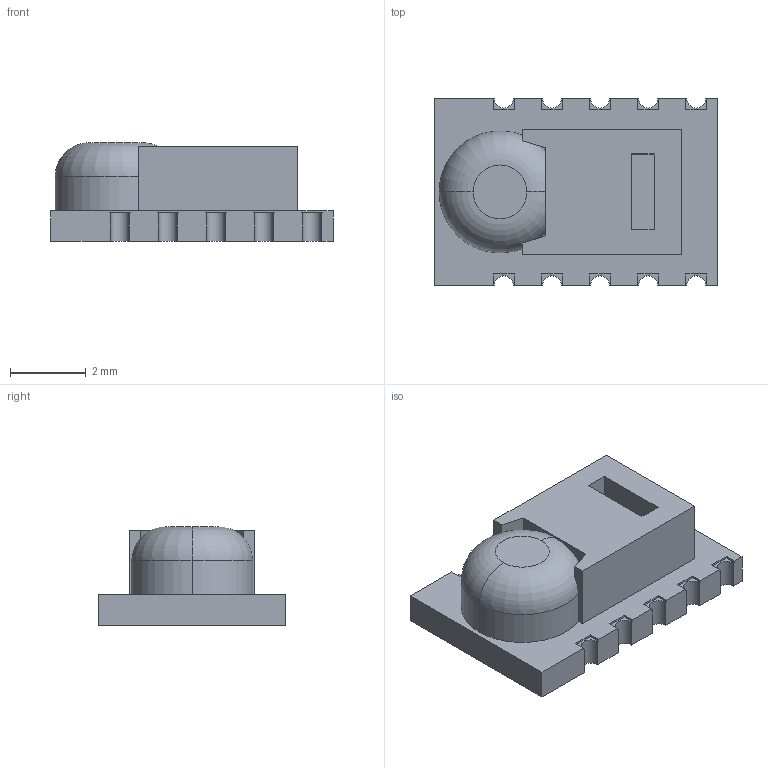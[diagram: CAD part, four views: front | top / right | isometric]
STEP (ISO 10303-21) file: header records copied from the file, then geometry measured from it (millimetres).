
FILE_DESCRIPTION (( 'STEP AP214' ), '1' );
FILE_NAME ('SHT1X.STEP', '2015-09-22T20:35:34', ( '' ), ( '' ), 'SwSTEP 2.0', 'SolidWorks 2014', '' );
FILE_SCHEMA (( 'AUTOMOTIVE_DESIGN' ));
Length unit declared in the file: millimetre
Products named in the file (1): SHT1X
Bounding box: 7.47 x 4.93 x 2.6 mm (x, y, z)
Volume: 59.6 mm3; surface area: 135.2 mm2
Topology: 1 solids, 1 shells, 89 faces, 254 edges, 169 vertices
Faces by surface type: plane 73, cylinder 14, torus 2
Entity records: 2928 total; most frequent: CARTESIAN_POINT 547, ORIENTED_EDGE 508, DIRECTION 460, EDGE_CURVE 254, LINE 216, VECTOR 216, VERTEX_POINT 169, AXIS2_PLACEMENT_3D 122
